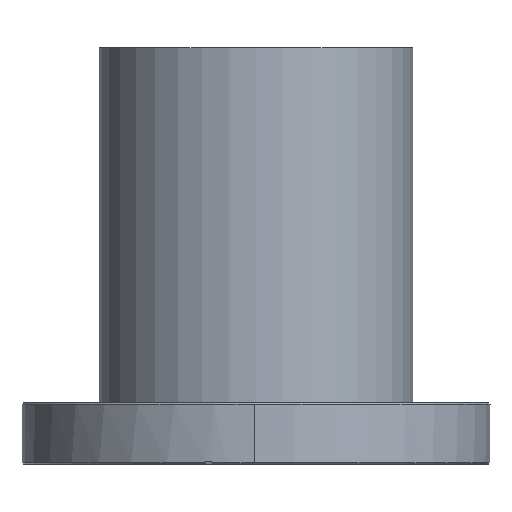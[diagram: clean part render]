
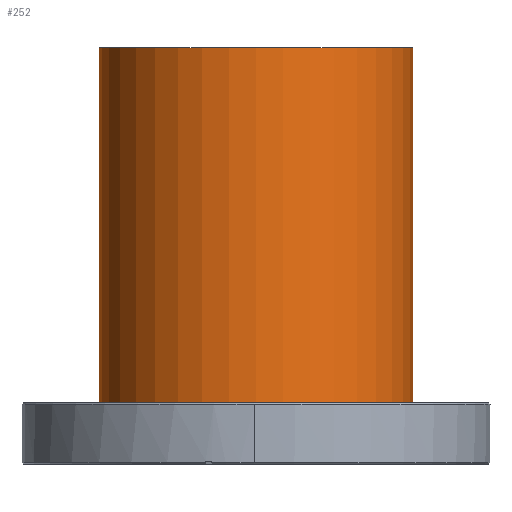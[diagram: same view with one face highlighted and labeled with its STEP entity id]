
A CAD part, front view. The second image highlights one B-rep face of the part: STEP entity #252.
In plain terms, the highlighted cylindrical face has radius 50.8 mm (diameter 101.6 mm), a partial arc.
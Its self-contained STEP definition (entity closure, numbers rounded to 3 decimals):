
#15 = CARTESIAN_POINT ( 'NONE',  ( -50.8, 0., -123.9 ) ) ;
#66 = CARTESIAN_POINT ( 'NONE',  ( 50.8, 0., -123.9 ) ) ;
#193 = ORIENTED_EDGE ( 'NONE', *, *, #1170, .F. ) ;
#252 = ADVANCED_FACE ( 'NONE', ( #1003 ), #935, .T. ) ;
#267 = EDGE_CURVE ( 'NONE', #1666, #1974, #343, .T. ) ;
#343 = CIRCLE ( 'NONE', #2532, 50.8 ) ;
#373 = VERTEX_POINT ( 'NONE', #15 ) ;
#505 = EDGE_LOOP ( 'NONE', ( #193, #736, #1662, #589 ) ) ;
#562 = EDGE_CURVE ( 'NONE', #373, #667, #2457, .T. ) ;
#582 = CARTESIAN_POINT ( 'NONE',  ( 50.8, 0., -123.9 ) ) ;
#589 = ORIENTED_EDGE ( 'NONE', *, *, #267, .F. ) ;
#638 = DIRECTION ( 'NONE',  ( 0., 0., 1. ) ) ;
#667 = VERTEX_POINT ( 'NONE', #582 ) ;
#718 = DIRECTION ( 'NONE',  ( 1., 0., 0. ) ) ;
#736 = ORIENTED_EDGE ( 'NONE', *, *, #562, .T. ) ;
#835 = CARTESIAN_POINT ( 'NONE',  ( 0., 0., 0. ) ) ;
#935 = CYLINDRICAL_SURFACE ( 'NONE', #2496, 50.8 ) ;
#1003 = FACE_OUTER_BOUND ( 'NONE', #505, .T. ) ;
#1014 = VECTOR ( 'NONE', #1236, 1000. ) ;
#1170 = EDGE_CURVE ( 'NONE', #373, #1666, #2798, .T. ) ;
#1172 = CARTESIAN_POINT ( 'NONE',  ( -50.8, 0., -123.9 ) ) ;
#1236 = DIRECTION ( 'NONE',  ( 0., 0., 1. ) ) ;
#1395 = CARTESIAN_POINT ( 'NONE',  ( 50.8, 0., 0. ) ) ;
#1538 = VECTOR ( 'NONE', #2030, 1000. ) ;
#1662 = ORIENTED_EDGE ( 'NONE', *, *, #1681, .T. ) ;
#1666 = VERTEX_POINT ( 'NONE', #2714 ) ;
#1681 = EDGE_CURVE ( 'NONE', #667, #1974, #2131, .T. ) ;
#1867 = AXIS2_PLACEMENT_3D ( 'NONE', #2567, #2577, #2584 ) ;
#1957 = DIRECTION ( 'NONE',  ( 1., 0., 0. ) ) ;
#1974 = VERTEX_POINT ( 'NONE', #1395 ) ;
#2023 = DIRECTION ( 'NONE',  ( 0., 0., 1. ) ) ;
#2030 = DIRECTION ( 'NONE',  ( 0., 0., 1. ) ) ;
#2131 = LINE ( 'NONE', #66, #1538 ) ;
#2457 = CIRCLE ( 'NONE', #1867, 50.8 ) ;
#2496 = AXIS2_PLACEMENT_3D ( 'NONE', #2873, #2023, #1957 ) ;
#2532 = AXIS2_PLACEMENT_3D ( 'NONE', #835, #638, #718 ) ;
#2567 = CARTESIAN_POINT ( 'NONE',  ( 0., 0., -123.9 ) ) ;
#2577 = DIRECTION ( 'NONE',  ( 0., 0., 1. ) ) ;
#2584 = DIRECTION ( 'NONE',  ( 1., 0., 0. ) ) ;
#2714 = CARTESIAN_POINT ( 'NONE',  ( -50.8, 0., 0. ) ) ;
#2798 = LINE ( 'NONE', #1172, #1014 ) ;
#2873 = CARTESIAN_POINT ( 'NONE',  ( 0., 0., -123.9 ) ) ;
